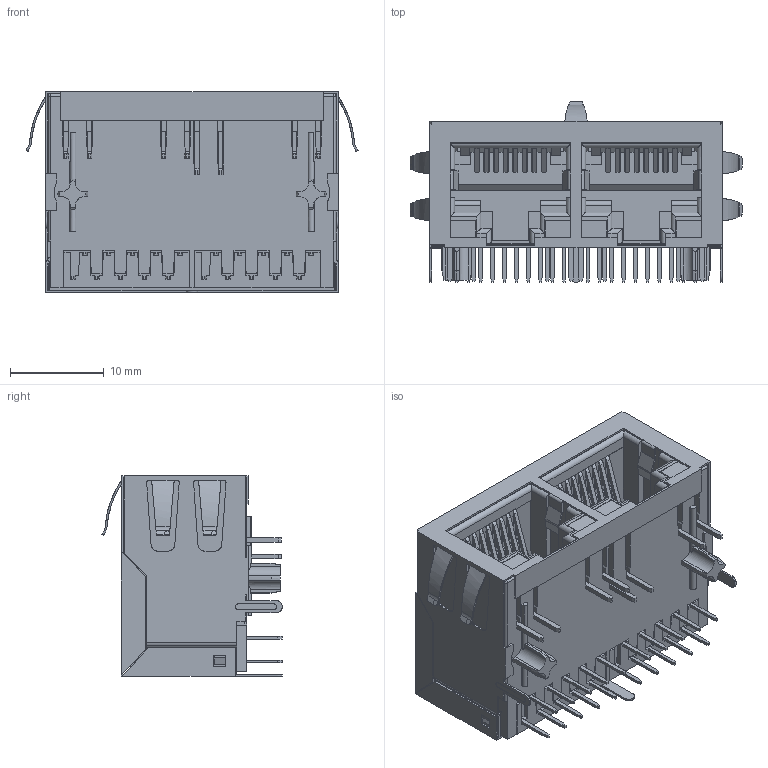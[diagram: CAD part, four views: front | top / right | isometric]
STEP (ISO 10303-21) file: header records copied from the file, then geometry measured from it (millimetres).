
FILE_DESCRIPTION(('CATIA V5 STEP Exchange','CAx-IF Rec.Pracs.--- Model Styling and Organization---1.4--- 2014-01-23'),'2;1');
FILE_NAME ('D1461630_0_2036510000_2036510000.stp','2019-01-09T11:48:27+00:00',('none'),('Weidmueller'),'CATIA Version 5-6 Release 2016 SP3 HF44','CATIA V5 STEP AP214','none');
FILE_SCHEMA(('AUTOMOTIVE_DESIGN { 1 0 10303 214 1 1 1 1 }'));
Products named in the file (1): Open CASCADE STEP translator 7.2 1_AllCATPart
Bounding box: 35.4 x 19.25 x 21.35 mm (x, y, z)
Volume: 5222.3 mm3; surface area: 11292.5 mm2
Topology: 1 solids, 312 shells, 1776 faces, 6820 edges, 5256 vertices
Faces by surface type: plane 1484, cylinder 174, revolution 102, cone 12, bspline 4
Entity records: 74941 total; most frequent: CARTESIAN_POINT 18751, ORIENTED_EDGE 11360, DIRECTION 9364, EDGE_CURVE 6810, VECTOR 5680, LINE 5680, VERTEX_POINT 5256, AXIS2_PLACEMENT_3D 1981
